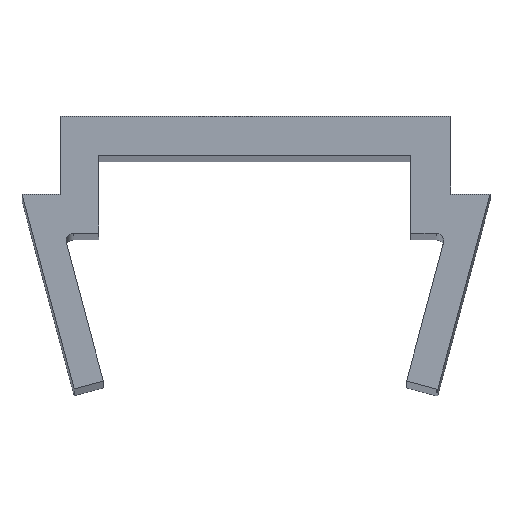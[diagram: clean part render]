
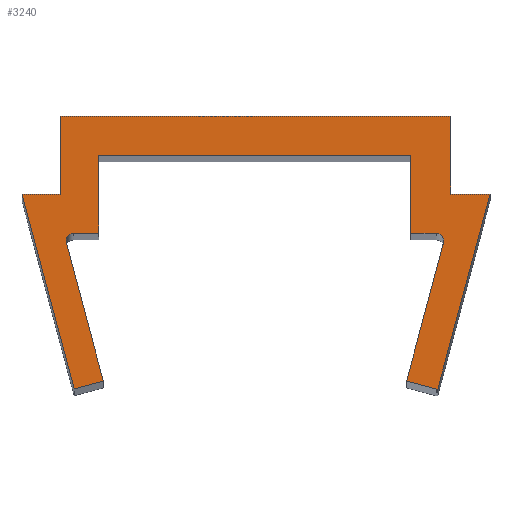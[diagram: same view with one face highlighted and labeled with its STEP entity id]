
A CAD part, top view. The second image highlights one B-rep face of the part: STEP entity #3240.
In plain terms, the highlighted planar face has unit normal (0, 0, 1).
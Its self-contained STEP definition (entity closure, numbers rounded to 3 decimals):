
#1630=CARTESIAN_POINT('',(0.,0.,100.));
#1640=DIRECTION('',(0.,0.,1.));
#1650=DIRECTION('',(1.,0.,0.));
#1660=AXIS2_PLACEMENT_3D('',#1630,#1640,#1650);
#1670=PLANE('',#1660);
#1680=CARTESIAN_POINT('',(2.058,0.,100.));
#1690=DIRECTION('',(0.,-1.,0.));
#1700=VECTOR('',#1690,1.);
#1710=LINE('',#1680,#1700);
#1720=CARTESIAN_POINT('',(2.058,0.46,100.));
#1730=VERTEX_POINT('',#1720);
#1740=CARTESIAN_POINT('',(2.058,-1.54,100.));
#1750=VERTEX_POINT('',#1740);
#1760=EDGE_CURVE('',#1730,#1750,#1710,.T.);
#1770=ORIENTED_EDGE('',*,*,#1760,.F.);
#1780=CARTESIAN_POINT('',(-2.969,-1.54,100.));
#1790=DIRECTION('',(1.,0.,0.));
#1800=VECTOR('',#1790,1.);
#1810=LINE('',#1780,#1800);
#1820=CARTESIAN_POINT('',(3.058,-1.54,100.));
#1830=VERTEX_POINT('',#1820);
#1840=EDGE_CURVE('',#1750,#1830,#1810,.T.);
#1850=ORIENTED_EDGE('',*,*,#1840,.F.);
#1860=CARTESIAN_POINT('',(3.594,0.46,100.));
#1870=DIRECTION('',(-0.259,-0.966,0.));
#1880=VECTOR('',#1870,1.);
#1890=LINE('',#1860,#1880);
#1900=CARTESIAN_POINT('',(1.718,-6.54,100.));
#1910=VERTEX_POINT('',#1900);
#1920=EDGE_CURVE('',#1830,#1910,#1890,.T.);
#1930=ORIENTED_EDGE('',*,*,#1920,.F.);
#1940=CARTESIAN_POINT('',(-2.969,-6.54,100.));
#1950=DIRECTION('',(-1.,0.,0.));
#1960=VECTOR('',#1950,1.);
#1970=LINE('',#1940,#1960);
#1980=CARTESIAN_POINT('',(1.692,-6.54,100.));
#1990=VERTEX_POINT('',#1980);
#2000=EDGE_CURVE('',#1910,#1990,#1970,.T.);
#2010=ORIENTED_EDGE('',*,*,#2000,.F.);
#2020=CARTESIAN_POINT('',(-2.969,-5.291,100.));
#2030=DIRECTION('',(0.966,-0.259,0.));
#2040=VECTOR('',#2030,1.);
#2050=LINE('',#2020,#2040);
#2060=CARTESIAN_POINT('',(0.919,-6.333,100.));
#2070=VERTEX_POINT('',#2060);
#2080=EDGE_CURVE('',#2070,#1990,#2050,.T.);
#2090=ORIENTED_EDGE('',*,*,#2080,.T.);
#2100=CARTESIAN_POINT('',(2.739,0.46,100.));
#2110=DIRECTION('',(-0.259,-0.966,0.));
#2120=VECTOR('',#2110,1.);
#2130=LINE('',#2100,#2120);
#2140=CARTESIAN_POINT('',(1.868,-2.791,100.));
#2150=VERTEX_POINT('',#2140);
#2160=EDGE_CURVE('',#2150,#2070,#2130,.T.);
#2170=ORIENTED_EDGE('',*,*,#2160,.T.);
#2180=CARTESIAN_POINT('',(1.675,-2.74,100.));
#2190=DIRECTION('',(0.,0.,-1.));
#2200=DIRECTION('',(1.,0.,0.));
#2210=AXIS2_PLACEMENT_3D('',#2180,#2190,#2200);
#2220=CIRCLE('',#2210,0.2);
#2230=CARTESIAN_POINT('',(1.675,-2.54,100.));
#2240=VERTEX_POINT('',#2230);
#2250=EDGE_CURVE('',#2240,#2150,#2220,.T.);
#2260=ORIENTED_EDGE('',*,*,#2250,.T.);
#2270=CARTESIAN_POINT('',(-2.969,-2.54,100.));
#2280=DIRECTION('',(1.,0.,0.));
#2290=VECTOR('',#2280,1.);
#2300=LINE('',#2270,#2290);
#2310=CARTESIAN_POINT('',(1.031,-2.54,100.));
#2320=VERTEX_POINT('',#2310);
#2330=EDGE_CURVE('',#2320,#2240,#2300,.T.);
#2340=ORIENTED_EDGE('',*,*,#2330,.T.);
#2350=CARTESIAN_POINT('',(1.031,0.46,100.));
#2360=DIRECTION('',(0.,-1.,0.));
#2370=VECTOR('',#2360,1.);
#2380=LINE('',#2350,#2370);
#2390=CARTESIAN_POINT('',(1.031,-0.54,100.));
#2400=VERTEX_POINT('',#2390);
#2410=EDGE_CURVE('',#2400,#2320,#2380,.T.);
#2420=ORIENTED_EDGE('',*,*,#2410,.T.);
#2430=CARTESIAN_POINT('',(-2.969,-0.54,100.));
#2440=DIRECTION('',(1.,0.,0.));
#2450=VECTOR('',#2440,1.);
#2460=LINE('',#2430,#2450);
#2470=CARTESIAN_POINT('',(-6.969,-0.54,100.));
#2480=VERTEX_POINT('',#2470);
#2490=EDGE_CURVE('',#2480,#2400,#2460,.T.);
#2500=ORIENTED_EDGE('',*,*,#2490,.T.);
#2510=CARTESIAN_POINT('',(-6.969,0.46,100.));
#2520=DIRECTION('',(0.,1.,0.));
#2530=VECTOR('',#2520,1.);
#2540=LINE('',#2510,#2530);
#2550=CARTESIAN_POINT('',(-6.969,-2.54,100.));
#2560=VERTEX_POINT('',#2550);
#2570=EDGE_CURVE('',#2560,#2480,#2540,.T.);
#2580=ORIENTED_EDGE('',*,*,#2570,.T.);
#2590=CARTESIAN_POINT('',(-2.969,-2.54,100.));
#2600=DIRECTION('',(1.,0.,0.));
#2610=VECTOR('',#2600,1.);
#2620=LINE('',#2590,#2610);
#2630=CARTESIAN_POINT('',(-7.612,-2.54,100.));
#2640=VERTEX_POINT('',#2630);
#2650=EDGE_CURVE('',#2640,#2560,#2620,.T.);
#2660=ORIENTED_EDGE('',*,*,#2650,.T.);
#2670=CARTESIAN_POINT('',(-7.612,-2.74,100.));
#2680=DIRECTION('',(0.,0.,-1.));
#2690=DIRECTION('',(1.,0.,0.));
#2700=AXIS2_PLACEMENT_3D('',#2670,#2680,#2690);
#2710=CIRCLE('',#2700,0.2);
#2720=CARTESIAN_POINT('',(-7.805,-2.791,100.));
#2730=VERTEX_POINT('',#2720);
#2740=EDGE_CURVE('',#2730,#2640,#2710,.T.);
#2750=ORIENTED_EDGE('',*,*,#2740,.T.);
#2760=CARTESIAN_POINT('',(-8.676,0.46,100.));
#2770=DIRECTION('',(-0.259,0.966,0.));
#2780=VECTOR('',#2770,1.);
#2790=LINE('',#2760,#2780);
#2800=CARTESIAN_POINT('',(-6.856,-6.333,100.));
#2810=VERTEX_POINT('',#2800);
#2820=EDGE_CURVE('',#2810,#2730,#2790,.T.);
#2830=ORIENTED_EDGE('',*,*,#2820,.T.);
#2840=CARTESIAN_POINT('',(-2.969,-5.291,100.));
#2850=DIRECTION('',(0.966,0.259,0.));
#2860=VECTOR('',#2850,1.);
#2870=LINE('',#2840,#2860);
#2880=CARTESIAN_POINT('',(-7.604,-6.533,100.));
#2890=VERTEX_POINT('',#2880);
#2900=EDGE_CURVE('',#2890,#2810,#2870,.T.);
#2910=ORIENTED_EDGE('',*,*,#2900,.T.);
#2920=CARTESIAN_POINT('',(-9.478,0.46,100.));
#2930=DIRECTION('',(-0.259,0.966,0.));
#2940=VECTOR('',#2930,1.);
#2950=LINE('',#2920,#2940);
#2960=CARTESIAN_POINT('',(-8.942,-1.54,100.));
#2970=VERTEX_POINT('',#2960);
#2980=EDGE_CURVE('',#2890,#2970,#2950,.T.);
#2990=ORIENTED_EDGE('',*,*,#2980,.F.);
#3000=CARTESIAN_POINT('',(-2.969,-1.54,100.));
#3010=DIRECTION('',(1.,0.,0.));
#3020=VECTOR('',#3010,1.);
#3030=LINE('',#3000,#3020);
#3040=CARTESIAN_POINT('',(-7.942,-1.54,100.));
#3050=VERTEX_POINT('',#3040);
#3060=EDGE_CURVE('',#2970,#3050,#3030,.T.);
#3070=ORIENTED_EDGE('',*,*,#3060,.F.);
#3080=CARTESIAN_POINT('',(-7.942,0.,100.));
#3090=DIRECTION('',(0.,1.,0.));
#3100=VECTOR('',#3090,1.);
#3110=LINE('',#3080,#3100);
#3120=CARTESIAN_POINT('',(-7.942,0.46,100.));
#3130=VERTEX_POINT('',#3120);
#3140=EDGE_CURVE('',#3050,#3130,#3110,.T.);
#3150=ORIENTED_EDGE('',*,*,#3140,.F.);
#3160=CARTESIAN_POINT('',(0.,0.46,100.));
#3170=DIRECTION('',(1.,0.,0.));
#3180=VECTOR('',#3170,1.);
#3190=LINE('',#3160,#3180);
#3200=EDGE_CURVE('',#3130,#1730,#3190,.T.);
#3210=ORIENTED_EDGE('',*,*,#3200,.F.);
#3220=EDGE_LOOP('',(#3210,#3150,#3070,#2990,#2910,#2830,#2750,#2660,
#2580,#2500,#2420,#2340,#2260,#2170,#2090,#2010,#1930,#1850,#1770));
#3230=FACE_OUTER_BOUND('',#3220,.T.);
#3240=ADVANCED_FACE('',(#3230),#1670,.T.);
